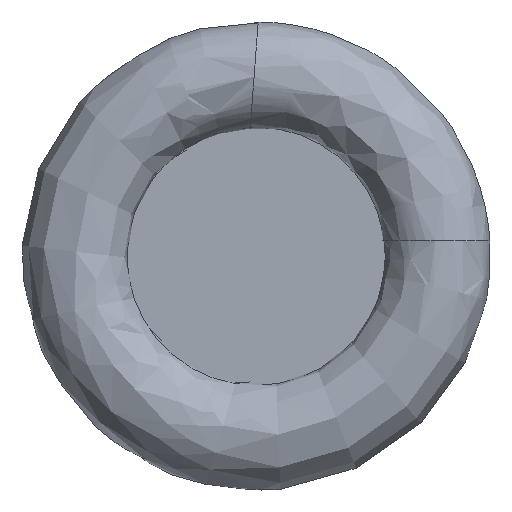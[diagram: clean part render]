
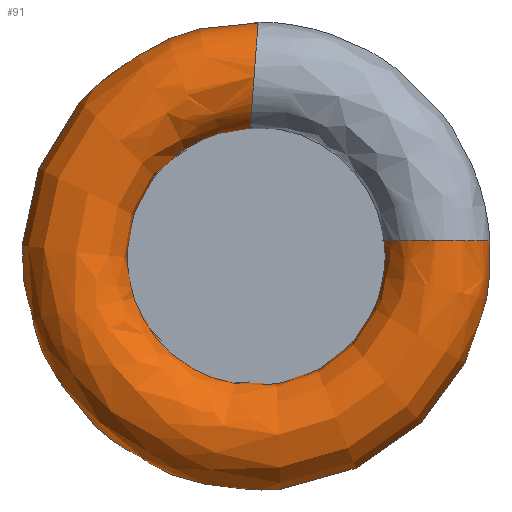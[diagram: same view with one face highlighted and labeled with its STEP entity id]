
A CAD part, left-side view. The second image highlights one B-rep face of the part: STEP entity #91.
In plain terms, the highlighted free-form (B-spline) face has degree [3, 3] with [7, 7] control points.
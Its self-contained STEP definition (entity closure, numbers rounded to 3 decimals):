
#32=(
BOUNDED_SURFACE()
B_SPLINE_SURFACE(3,3,((#496,#497,#498,#499,#500,#501,#502),(#503,#504,#505,
#506,#507,#508,#509),(#510,#511,#512,#513,#514,#515,#516),(#517,#518,#519,
#520,#521,#522,#523),(#524,#525,#526,#527,#528,#529,#530),(#531,#532,#533,
#534,#535,#536,#537),(#538,#539,#540,#541,#542,#543,#544)),
 .UNSPECIFIED.,.T.,.F.,.F.)
B_SPLINE_SURFACE_WITH_KNOTS((1,3,3,3,1),(4,3,4),(-0.5,0.,0.5,1.,1.5),(0.,
0.5,1.),.UNSPECIFIED.)
GEOMETRIC_REPRESENTATION_ITEM()
RATIONAL_B_SPLINE_SURFACE(((1.,0.577,0.577,1.,0.577,
0.577,1.),(0.333,0.192,0.192,
0.333,0.192,0.192,0.333),
(0.333,0.192,0.192,0.333,
0.192,0.192,0.333),(1.,0.577,
0.577,1.,0.577,0.577,1.),(0.333,
0.192,0.192,0.333,0.192,
0.192,0.333),(0.333,0.192,
0.192,0.333,0.192,0.192,
0.333),(1.,0.577,0.577,1.,0.577,
0.577,1.)))
REPRESENTATION_ITEM('')
SURFACE()
);
#91=ADVANCED_FACE('',(#128,#129),#32,.F.);
#128=FACE_BOUND('',#166,.T.);
#129=FACE_BOUND('',#167,.T.);
#166=EDGE_LOOP('',(#204));
#167=EDGE_LOOP('',(#205));
#204=ORIENTED_EDGE('',*,*,#244,.F.);
#205=ORIENTED_EDGE('',*,*,#245,.F.);
#225=VERTEX_POINT('',#493);
#226=VERTEX_POINT('',#495);
#244=EDGE_CURVE('',#225,#225,#263,.T.);
#245=EDGE_CURVE('',#226,#226,#264,.T.);
#263=CIRCLE('',#300,3.5);
#264=CIRCLE('',#301,3.5);
#300=AXIS2_PLACEMENT_3D('',#492,#373,#374);
#301=AXIS2_PLACEMENT_3D('',#494,#375,#376);
#373=DIRECTION('',(0.,-0.997,-0.076));
#374=DIRECTION('',(1.,0.,0.));
#375=DIRECTION('',(0.,0.,1.));
#376=DIRECTION('',(1.,0.,0.));
#492=CARTESIAN_POINT('',(3.5,0.131,11.509));
#493=CARTESIAN_POINT('',(7.,0.131,11.509));
#494=CARTESIAN_POINT('',(3.5,-11.467,1.));
#495=CARTESIAN_POINT('',(7.,-11.467,1.));
#496=CARTESIAN_POINT('',(7.,-11.467,1.));
#497=CARTESIAN_POINT('',(7.,-12.543,-11.338));
#498=CARTESIAN_POINT('',(7.,-1.449,-16.846));
#499=CARTESIAN_POINT('',(7.,7.729,-8.529));
#500=CARTESIAN_POINT('',(7.,16.907,-0.213));
#501=CARTESIAN_POINT('',(7.,12.516,11.368));
#502=CARTESIAN_POINT('',(7.,0.131,11.509));
#503=CARTESIAN_POINT('',(7.,-4.467,1.));
#504=CARTESIAN_POINT('',(7.,-5.543,-3.806));
#505=CARTESIAN_POINT('',(7.,-1.461,-6.563));
#506=CARTESIAN_POINT('',(7.,2.596,-3.77));
#507=CARTESIAN_POINT('',(7.,6.652,-0.977));
#508=CARTESIAN_POINT('',(7.,5.534,3.819));
#509=CARTESIAN_POINT('',(7.,0.66,4.529));
#510=CARTESIAN_POINT('',(0.,-4.467,1.));
#511=CARTESIAN_POINT('',(0.,-5.543,-3.806));
#512=CARTESIAN_POINT('',(0.,-1.461,-6.563));
#513=CARTESIAN_POINT('',(0.,2.596,-3.77));
#514=CARTESIAN_POINT('',(0.,6.652,-0.977));
#515=CARTESIAN_POINT('',(0.,5.534,3.819));
#516=CARTESIAN_POINT('',(0.,0.66,4.529));
#517=CARTESIAN_POINT('',(0.,-11.467,1.));
#518=CARTESIAN_POINT('',(0.,-12.543,-11.338));
#519=CARTESIAN_POINT('',(0.,-1.449,-16.846));
#520=CARTESIAN_POINT('',(0.,7.729,-8.529));
#521=CARTESIAN_POINT('',(0.,16.907,-0.213));
#522=CARTESIAN_POINT('',(0.,12.516,11.368));
#523=CARTESIAN_POINT('',(0.,0.131,11.509));
#524=CARTESIAN_POINT('',(0.,-18.467,1.));
#525=CARTESIAN_POINT('',(0.,-19.543,-18.871));
#526=CARTESIAN_POINT('',(0.,-1.437,-27.128));
#527=CARTESIAN_POINT('',(0.,12.862,-13.289));
#528=CARTESIAN_POINT('',(0.,27.161,0.551));
#529=CARTESIAN_POINT('',(0.,19.498,18.917));
#530=CARTESIAN_POINT('',(0.,-0.397,18.489));
#531=CARTESIAN_POINT('',(7.,-18.467,1.));
#532=CARTESIAN_POINT('',(7.,-19.543,-18.871));
#533=CARTESIAN_POINT('',(7.,-1.437,-27.128));
#534=CARTESIAN_POINT('',(7.,12.862,-13.289));
#535=CARTESIAN_POINT('',(7.,27.161,0.551));
#536=CARTESIAN_POINT('',(7.,19.498,18.917));
#537=CARTESIAN_POINT('',(7.,-0.397,18.489));
#538=CARTESIAN_POINT('',(7.,-11.467,1.));
#539=CARTESIAN_POINT('',(7.,-12.543,-11.338));
#540=CARTESIAN_POINT('',(7.,-1.449,-16.846));
#541=CARTESIAN_POINT('',(7.,7.729,-8.529));
#542=CARTESIAN_POINT('',(7.,16.907,-0.213));
#543=CARTESIAN_POINT('',(7.,12.516,11.368));
#544=CARTESIAN_POINT('',(7.,0.131,11.509));
